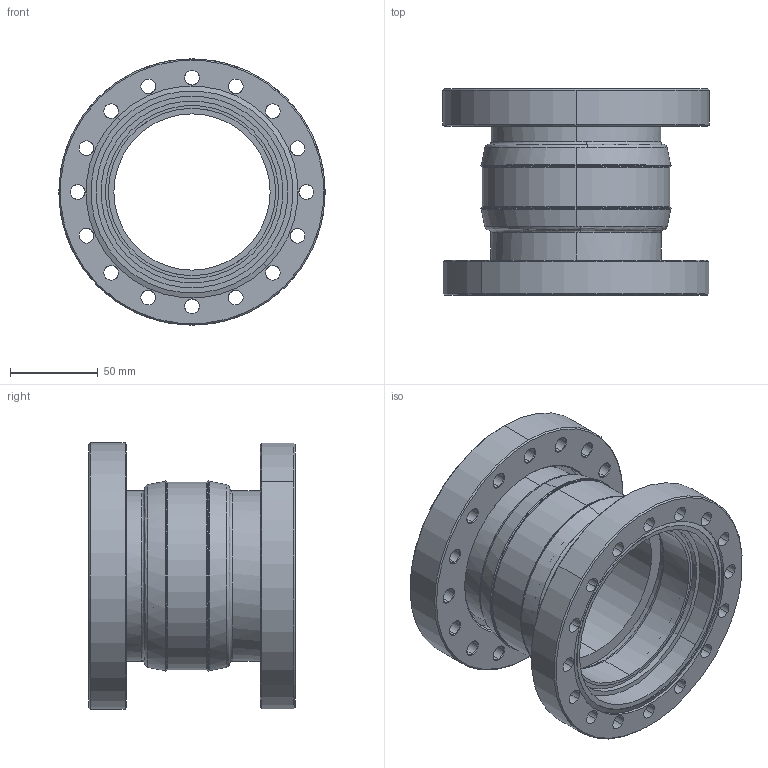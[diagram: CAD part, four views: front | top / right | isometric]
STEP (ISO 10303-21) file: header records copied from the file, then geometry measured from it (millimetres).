
FILE_DESCRIPTION (( 'STEP AP203' ), '1' );
FILE_NAME ('A0805-2-CF.STEP', '2011-10-05T18:40:41', ( '' ), ( '' ), 'SwSTEP 2.0', 'SolidWorks 2011', '' );
FILE_SCHEMA (( 'CONFIG_CONTROL_DESIGN' ));
Length unit declared in the file: inch
Products named in the file (1): A0805-2-CF
Bounding box: 151.64 x 117.34 x 151.64 mm (x, y, z)
Volume: 461648 mm3; surface area: 158879 mm2
Topology: 1 solids, 2 shells, 244 faces, 580 edges, 354 vertices
Faces by surface type: cylinder 106, cone 104, plane 18, bspline 16
Entity records: 7519 total; most frequent: CARTESIAN_POINT 1419, DIRECTION 1408, ORIENTED_EDGE 1160, AXIS2_PLACEMENT_3D 599, EDGE_CURVE 580, CIRCLE 370, VERTEX_POINT 354, EDGE_LOOP 326
